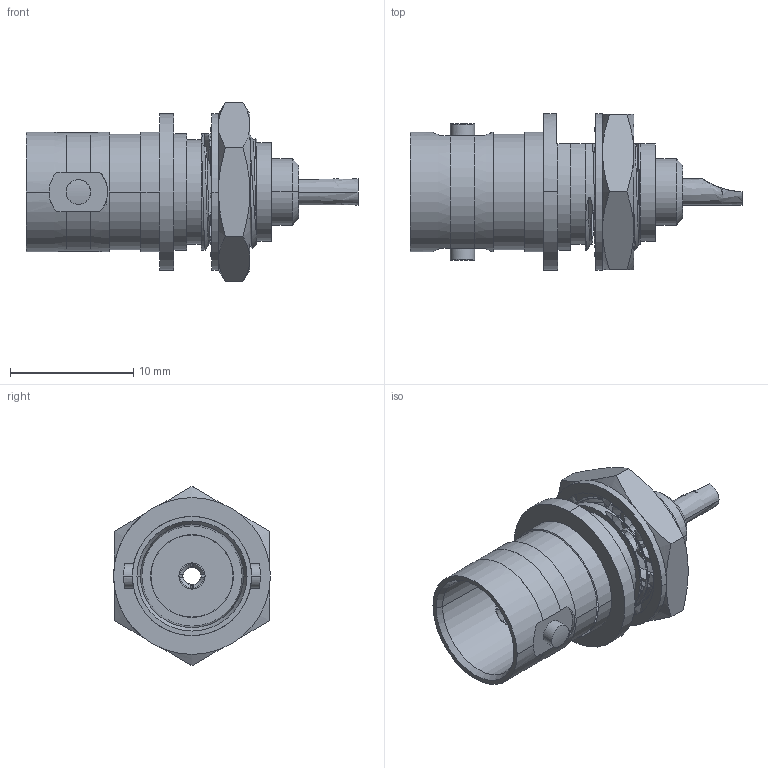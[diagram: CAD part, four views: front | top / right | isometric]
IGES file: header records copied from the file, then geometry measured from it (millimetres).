
Start section:  PTC IGES file: 031-71004.igs
Global section: file name: 031-71004.igs; native system: Pro/ENGINEER by Parametric Technology Corporation; preprocessor: 2010280; author: Arun Prabu; organization: Unknown; date: 20120221.120924; units: millimetre
Bounding box: 26.9 x 12.7 x 14.52 mm (x, y, z)
Surface area: 1604.9 mm2 (no closed solid volume)
Topology: 0 solids, 0 shells, 128 faces, 698 edges, 698 vertices
Faces by surface type: revolution 69, bspline 59
